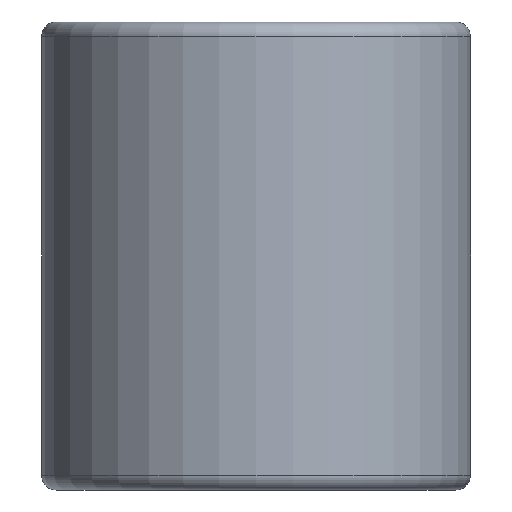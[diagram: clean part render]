
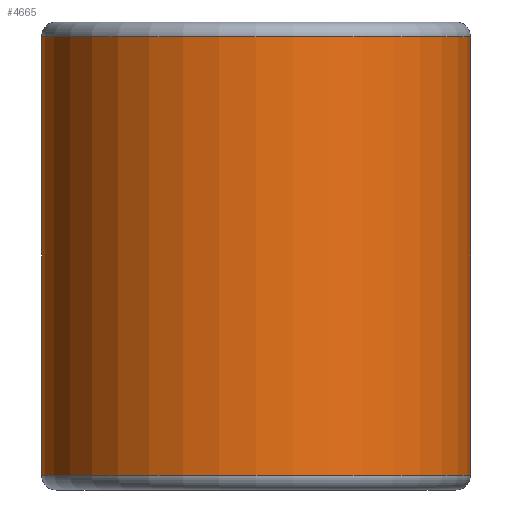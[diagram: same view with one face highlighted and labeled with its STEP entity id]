
A CAD part, front view. The second image highlights one B-rep face of the part: STEP entity #4665.
In plain terms, the highlighted cylindrical face has radius 8.731 mm (diameter 17.462 mm), a partial arc.
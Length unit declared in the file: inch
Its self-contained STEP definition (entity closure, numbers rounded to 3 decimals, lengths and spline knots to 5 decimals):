
#220 = DIRECTION ( 'NONE',  ( 0., 0., 1. ) ) ;
#276 = CYLINDRICAL_SURFACE ( 'NONE', #8815, 0.34375 ) ;
#278 = CARTESIAN_POINT ( 'NONE',  ( -0.34375, 0., -0.35156 ) ) ;
#334 = CARTESIAN_POINT ( 'NONE',  ( 0.34375, 0., 0.375 ) ) ;
#990 = CARTESIAN_POINT ( 'NONE',  ( 0., 0., 0.35156 ) ) ;
#1131 = VERTEX_POINT ( 'NONE', #278 ) ;
#1325 = VECTOR ( 'NONE', #11395, 39.37008 ) ;
#1351 = CARTESIAN_POINT ( 'NONE',  ( 0.34375, 0., 0.35156 ) ) ;
#2136 = LINE ( 'NONE', #2300, #8426 ) ;
#2300 = CARTESIAN_POINT ( 'NONE',  ( -0.34375, 0., 0.375 ) ) ;
#2483 = DIRECTION ( 'NONE',  ( 0., 0., 1. ) ) ;
#2990 = ORIENTED_EDGE ( 'NONE', *, *, #2994, .T. ) ;
#2994 = EDGE_CURVE ( 'NONE', #1131, #6679, #11481, .T. ) ;
#3745 = CARTESIAN_POINT ( 'NONE',  ( -0.34375, 0., 0.35156 ) ) ;
#3948 = DIRECTION ( 'NONE',  ( 1., 0., 0. ) ) ;
#4291 = CIRCLE ( 'NONE', #6632, 0.34375 ) ;
#4665 = ADVANCED_FACE ( 'NONE', ( #10490 ), #276, .T. ) ;
#4982 = VERTEX_POINT ( 'NONE', #3745 ) ;
#5028 = DIRECTION ( 'NONE',  ( 0., 0., -1. ) ) ;
#6632 = AXIS2_PLACEMENT_3D ( 'NONE', #990, #5028, #6983 ) ;
#6679 = VERTEX_POINT ( 'NONE', #12329 ) ;
#6983 = DIRECTION ( 'NONE',  ( -1., 0., 0. ) ) ;
#7359 = EDGE_CURVE ( 'NONE', #1131, #4982, #2136, .T. ) ;
#7403 = ORIENTED_EDGE ( 'NONE', *, *, #10301, .T. ) ;
#7748 = ORIENTED_EDGE ( 'NONE', *, *, #7359, .F. ) ;
#8031 = CARTESIAN_POINT ( 'NONE',  ( 0., 0., 0.375 ) ) ;
#8211 = EDGE_LOOP ( 'NONE', ( #7748, #2990, #9934, #7403 ) ) ;
#8426 = VECTOR ( 'NONE', #220, 39.37008 ) ;
#8547 = LINE ( 'NONE', #334, #1325 ) ;
#8555 = DIRECTION ( 'NONE',  ( 1., 0., 0. ) ) ;
#8815 = AXIS2_PLACEMENT_3D ( 'NONE', #8031, #9971, #3948 ) ;
#8860 = EDGE_CURVE ( 'NONE', #6679, #11032, #8547, .T. ) ;
#9149 = AXIS2_PLACEMENT_3D ( 'NONE', #11600, #2483, #8555 ) ;
#9934 = ORIENTED_EDGE ( 'NONE', *, *, #8860, .T. ) ;
#9971 = DIRECTION ( 'NONE',  ( 0., 0., 1. ) ) ;
#10301 = EDGE_CURVE ( 'NONE', #11032, #4982, #4291, .T. ) ;
#10490 = FACE_OUTER_BOUND ( 'NONE', #8211, .T. ) ;
#11032 = VERTEX_POINT ( 'NONE', #1351 ) ;
#11395 = DIRECTION ( 'NONE',  ( 0., 0., 1. ) ) ;
#11481 = CIRCLE ( 'NONE', #9149, 0.34375 ) ;
#11600 = CARTESIAN_POINT ( 'NONE',  ( 0., 0., -0.35156 ) ) ;
#12329 = CARTESIAN_POINT ( 'NONE',  ( 0.34375, 0., -0.35156 ) ) ;
